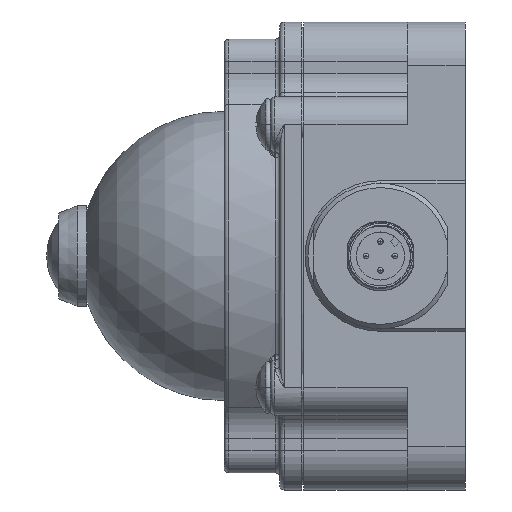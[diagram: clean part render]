
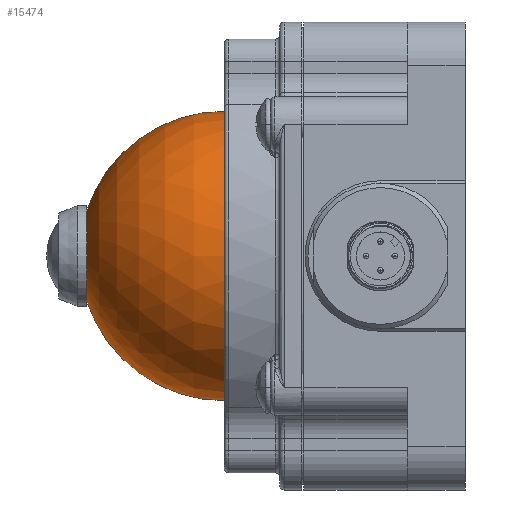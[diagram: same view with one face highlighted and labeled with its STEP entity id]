
A CAD part, left-side view. The second image highlights one B-rep face of the part: STEP entity #15474.
In plain terms, the highlighted spherical face has radius 25 mm.
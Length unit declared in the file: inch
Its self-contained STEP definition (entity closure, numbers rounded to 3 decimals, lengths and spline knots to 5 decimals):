
#1685=CARTESIAN_POINT('',(0.,2.57553,0.));
#1686=DIRECTION('',(0.,1.,0.));
#1687=DIRECTION('',(0.,0.,-1.));
#1688=AXIS2_PLACEMENT_3D('',#1685,#1686,#1687);
#1708=CARTESIAN_POINT('',(0.,1.63976,0.));
#1709=DIRECTION('',(1.,0.,0.));
#1710=DIRECTION('',(0.,0.,-1.));
#1711=AXIS2_PLACEMENT_3D('',#1708,#1709,#1710);
#1713=CARTESIAN_POINT('',(0.,1.63976,0.));
#1714=DIRECTION('',(-1.,0.,0.));
#1715=DIRECTION('',(0.,0.,1.));
#1716=AXIS2_PLACEMENT_3D('',#1713,#1714,#1715);
#1797=CARTESIAN_POINT('',(0.,1.63976,0.));
#1798=DIRECTION('',(0.,-1.,0.));
#1799=DIRECTION('',(0.,0.,1.));
#1800=AXIS2_PLACEMENT_3D('',#1797,#1798,#1799);
#12661=CARTESIAN_POINT('',(0.,2.57553,-0.30512));
#12662=CARTESIAN_POINT('',(0.,2.57553,0.30512));
#12663=VERTEX_POINT('',#12661);
#12664=VERTEX_POINT('',#12662);
#13019=CARTESIAN_POINT('',(0.,1.63976,-0.98425));
#13020=CARTESIAN_POINT('',(0.,1.63976,0.98425));
#13021=VERTEX_POINT('',#13019);
#13022=VERTEX_POINT('',#13020);
#15460=CARTESIAN_POINT('',(0.,1.63976,0.));
#15461=DIRECTION('',(0.,-1.,0.));
#15462=DIRECTION('',(0.,0.,1.));
#15463=AXIS2_PLACEMENT_3D('',#15460,#15461,#15462);
#15464=SPHERICAL_SURFACE('',#15463,0.98425);
#15466=ORIENTED_EDGE('',*,*,#15465,.T.);
#15468=ORIENTED_EDGE('',*,*,#15467,.T.);
#15469=ORIENTED_EDGE('',*,*,#15429,.T.);
#15471=ORIENTED_EDGE('',*,*,#15470,.F.);
#15472=EDGE_LOOP('',(#15466,#15468,#15469,#15471));
#15473=FACE_OUTER_BOUND('',#15472,.F.);
#15474=ADVANCED_FACE('',(#15473),#15464,.T.);
#1689=CIRCLE('',#1688,0.30512);
#1712=CIRCLE('',#1711,0.98425);
#1717=CIRCLE('',#1716,0.98425);
#1801=CIRCLE('',#1800,0.98425);
#15429=EDGE_CURVE('',#12663,#12664,#1689,.T.);
#15465=EDGE_CURVE('',#13022,#13021,#1801,.T.);
#15467=EDGE_CURVE('',#13021,#12663,#1712,.T.);
#15470=EDGE_CURVE('',#13022,#12664,#1717,.T.);
